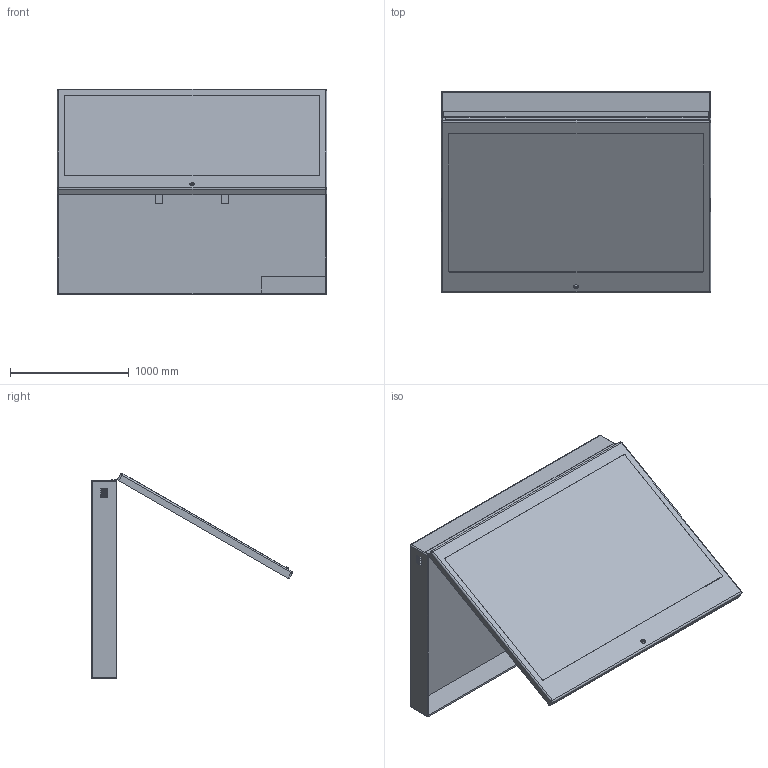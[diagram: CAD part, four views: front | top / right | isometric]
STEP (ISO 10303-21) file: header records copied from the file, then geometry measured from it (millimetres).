
FILE_DESCRIPTION(('FreeCAD Model'),'2;1');
FILE_NAME('Open CASCADE Shape Model','2025-05-01T10:27:59',('FreeCAD'),( 'FreeCAD'),'Open CASCADE STEP processor 7.6','FreeCAD','Unknown');
FILE_SCHEMA(('AUTOMOTIVE_DESIGN { 1 0 10303 214 1 1 1 1 }'));
Products named in the file (1): Open CASCADE STEP translator 7.6 1
Bounding box: 2271.7 x 1697.66 x 1729.59 mm (x, y, z)
Volume: 129356292.7 mm3; surface area: 21077245.6 mm2
Topology: 8 solids, 8 shells, 1135 faces, 3333 edges, 2197 vertices
Faces by surface type: bspline 1135
Entity records: 38481 total; most frequent: CARTESIAN_POINT 19311, ORIENTED_EDGE 6642, EDGE_CURVE 3321, B_SPLINE_CURVE_WITH_KNOTS 2255, VERTEX_POINT 2197, FACE_BOUND 1496, EDGE_LOOP 1496, ADVANCED_FACE 1135
